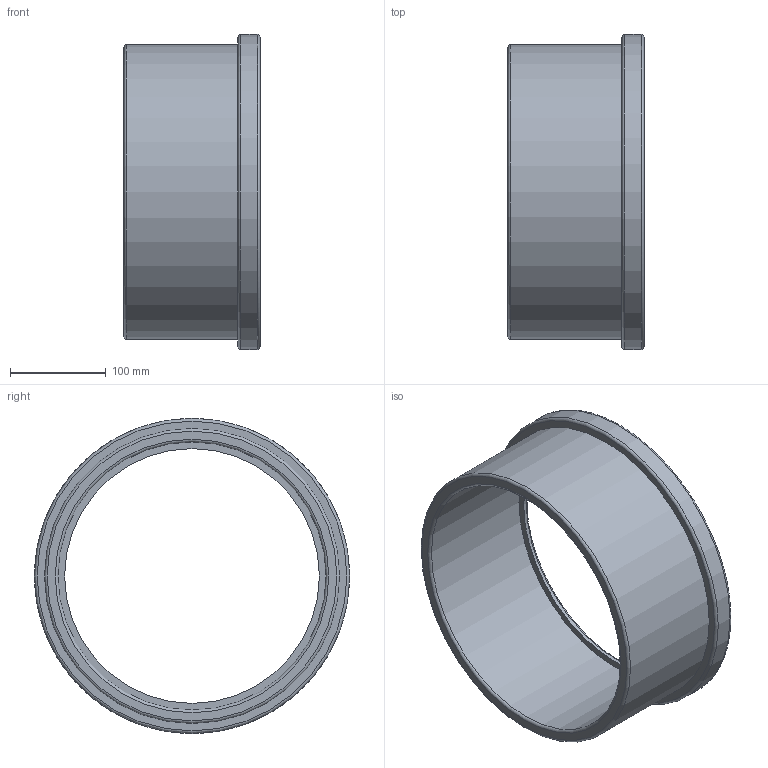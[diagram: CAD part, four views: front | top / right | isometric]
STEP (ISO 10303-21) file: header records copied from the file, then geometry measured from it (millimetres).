
FILE_DESCRIPTION(/* description */ ('PLASSON FLANGE(FLAT GASKET)C 280'),/* implementation_level */ '2;1');
FILE_NAME(/* name */ '(_AS)055200280.ipt.stp',/* time_stamp */ '2017-12-07T16:04:53+02:00',/* author */ ('KIM'),/* organization */ (''),/* preprocessor_version */ 'ST-DEVELOPER v15.6',/* originating_system */ 'Autodesk Inventor 2015',/* authorisation */ '');
FILE_SCHEMA (('AUTOMOTIVE_DESIGN { 1 0 10303 214 3 1 1 }'));
Length unit declared in the file: millimetre
Products named in the file (1): (_AS)055200280
Bounding box: 142 x 329 x 329 mm (x, y, z)
Volume: 2078891.7 mm3; surface area: 320325 mm2
Topology: 1 solids, 1 shells, 27 faces, 51 edges, 32 vertices
Faces by surface type: torus 10, plane 8, bspline 5, cylinder 4
Full cylindrical faces by diameter (mm): 266 x1, 280 x1, 308 x1, 329 x1
Entity records: 2782 total; most frequent: CARTESIAN_POINT 2312, DIRECTION 90, ORIENTED_EDGE 64, EDGE_LOOP 49, AXIS2_PLACEMENT_3D 45, EDGE_CURVE 32, FACE_OUTER_BOUND 27, VERTEX_POINT 27
